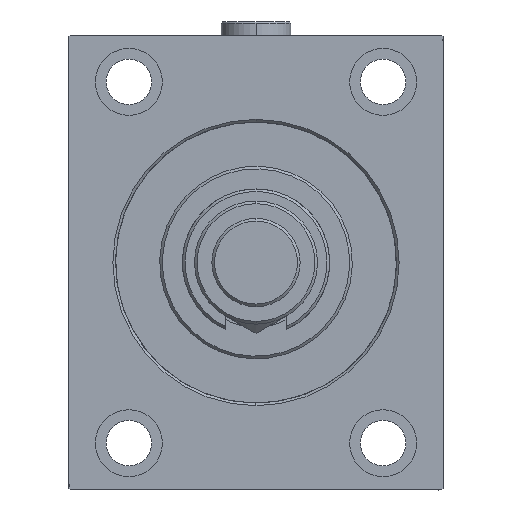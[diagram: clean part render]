
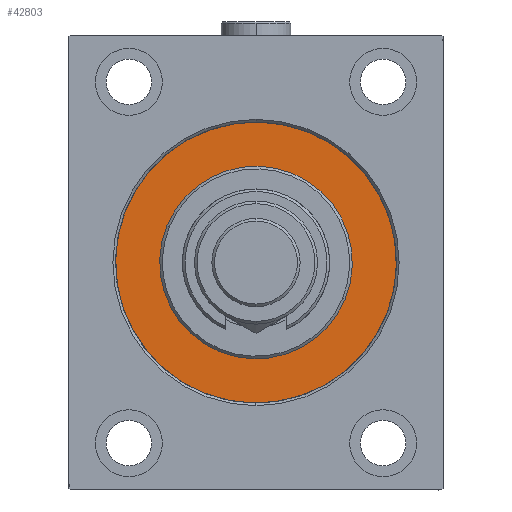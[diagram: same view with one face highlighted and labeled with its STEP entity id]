
A CAD part, left-side view. The second image highlights one B-rep face of the part: STEP entity #42803.
In plain terms, the highlighted face is planar.
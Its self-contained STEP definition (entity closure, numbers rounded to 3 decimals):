
#3305 = VERTEX_POINT ( 'NONE', #41612 ) ;
#3708 = DIRECTION ( 'NONE',  ( -1., 0., 0. ) ) ;
#3798 = CARTESIAN_POINT ( 'NONE',  ( 0., 0., 0. ) ) ;
#3959 = AXIS2_PLACEMENT_3D ( 'NONE', #6603, #3708, #25069 ) ;
#4597 = VERTEX_POINT ( 'NONE', #19637 ) ;
#5218 = DIRECTION ( 'NONE',  ( -1., 0., 0. ) ) ;
#6603 = CARTESIAN_POINT ( 'NONE',  ( 0., 0., 0. ) ) ;
#7656 = DIRECTION ( 'NONE',  ( 0., 0., -1. ) ) ;
#8616 = EDGE_CURVE ( 'NONE', #19291, #4597, #35453, .T. ) ;
#8733 = CARTESIAN_POINT ( 'NONE',  ( 0., 0., -36. ) ) ;
#10086 = CARTESIAN_POINT ( 'NONE',  ( 0., 0., 0. ) ) ;
#10325 = DIRECTION ( 'NONE',  ( 1., 0., 0. ) ) ;
#10874 = CARTESIAN_POINT ( 'NONE',  ( 0., 0., -52.5 ) ) ;
#10903 = EDGE_CURVE ( 'NONE', #43073, #3305, #36328, .T. ) ;
#10989 = CIRCLE ( 'NONE', #31925, 52.5 ) ;
#15441 = CARTESIAN_POINT ( 'NONE',  ( 0., 0., 0. ) ) ;
#18238 = EDGE_LOOP ( 'NONE', ( #34241, #19155 ) ) ;
#19155 = ORIENTED_EDGE ( 'NONE', *, *, #44148, .F. ) ;
#19291 = VERTEX_POINT ( 'NONE', #8733 ) ;
#19469 = CIRCLE ( 'NONE', #24916, 36. ) ;
#19637 = CARTESIAN_POINT ( 'NONE',  ( 0., 0., 36. ) ) ;
#21664 = PLANE ( 'NONE',  #3959 ) ;
#24899 = DIRECTION ( 'NONE',  ( 0., 0., -1. ) ) ;
#24916 = AXIS2_PLACEMENT_3D ( 'NONE', #10086, #10325, #24899 ) ;
#25069 = DIRECTION ( 'NONE',  ( 0., 0., 1. ) ) ;
#25313 = FACE_OUTER_BOUND ( 'NONE', #18238, .T. ) ;
#25447 = ORIENTED_EDGE ( 'NONE', *, *, #8616, .F. ) ;
#27331 = DIRECTION ( 'NONE',  ( 0., 0., 1. ) ) ;
#28047 = DIRECTION ( 'NONE',  ( -1., 0., 0. ) ) ;
#29443 = ORIENTED_EDGE ( 'NONE', *, *, #43273, .F. ) ;
#29556 = DIRECTION ( 'NONE',  ( 1., 0., 0. ) ) ;
#31925 = AXIS2_PLACEMENT_3D ( 'NONE', #46511, #28047, #27331 ) ;
#32832 = EDGE_LOOP ( 'NONE', ( #29443, #25447 ) ) ;
#33332 = FACE_BOUND ( 'NONE', #32832, .T. ) ;
#34241 = ORIENTED_EDGE ( 'NONE', *, *, #10903, .F. ) ;
#34607 = DIRECTION ( 'NONE',  ( 0., 0., 1. ) ) ;
#35453 = CIRCLE ( 'NONE', #47079, 36. ) ;
#36328 = CIRCLE ( 'NONE', #41015, 52.5 ) ;
#41015 = AXIS2_PLACEMENT_3D ( 'NONE', #15441, #5218, #34607 ) ;
#41612 = CARTESIAN_POINT ( 'NONE',  ( 0., 0., 52.5 ) ) ;
#42803 = ADVANCED_FACE ( 'NONE', ( #33332, #25313 ), #21664, .F. ) ;
#43073 = VERTEX_POINT ( 'NONE', #10874 ) ;
#43273 = EDGE_CURVE ( 'NONE', #4597, #19291, #19469, .T. ) ;
#44148 = EDGE_CURVE ( 'NONE', #3305, #43073, #10989, .T. ) ;
#46511 = CARTESIAN_POINT ( 'NONE',  ( 0., 0., 0. ) ) ;
#47079 = AXIS2_PLACEMENT_3D ( 'NONE', #3798, #29556, #7656 ) ;
